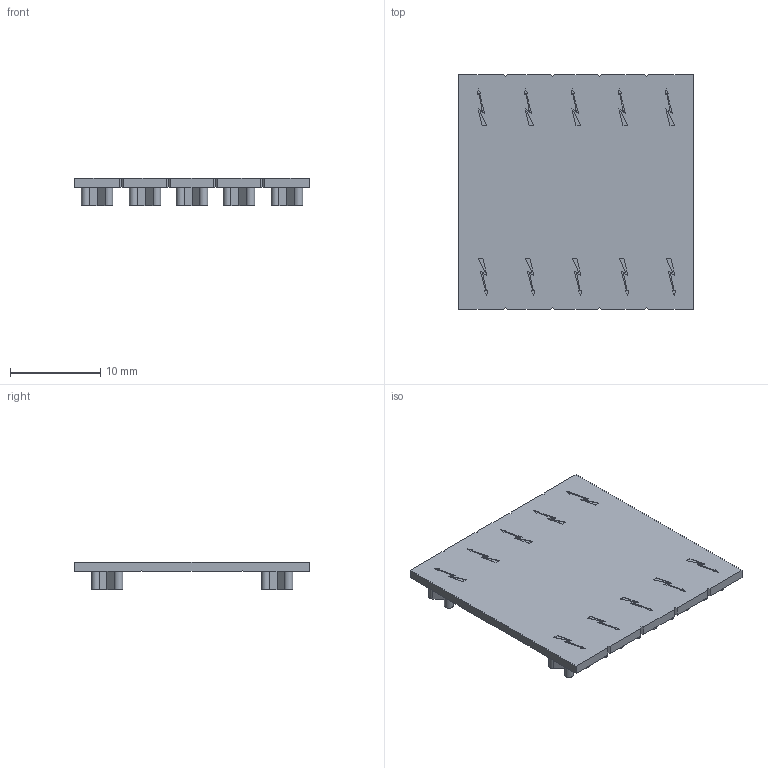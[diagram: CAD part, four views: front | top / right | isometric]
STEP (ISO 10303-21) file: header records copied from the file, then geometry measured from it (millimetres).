
FILE_DESCRIPTION (( 'STEP AP214' ), '1' );
FILE_NAME ('NSYTRACS2.STEP', '2017-12-13T12:40:48', ( '' ), ( '' ), 'SwSTEP 2.0', 'SolidWorks 2015', '' );
FILE_SCHEMA (( 'AUTOMOTIVE_DESIGN' ));
Length unit declared in the file: millimetre
Products named in the file (1): NSYTRACS2
Bounding box: 26 x 26 x 3 mm (x, y, z)
Volume: 823.8 mm3; surface area: 1791.4 mm2
Topology: 1 solids, 1 shells, 358 faces, 944 edges, 608 vertices
Faces by surface type: plane 298, cylinder 60
Entity records: 12210 total; most frequent: CARTESIAN_POINT 1911, ORIENTED_EDGE 1888, DIRECTION 1782, EDGE_CURVE 944, LINE 824, VECTOR 824, VERTEX_POINT 608, AXIS2_PLACEMENT_3D 479
